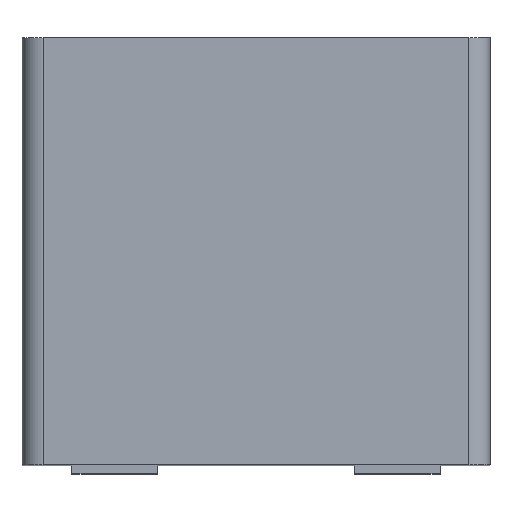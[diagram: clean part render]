
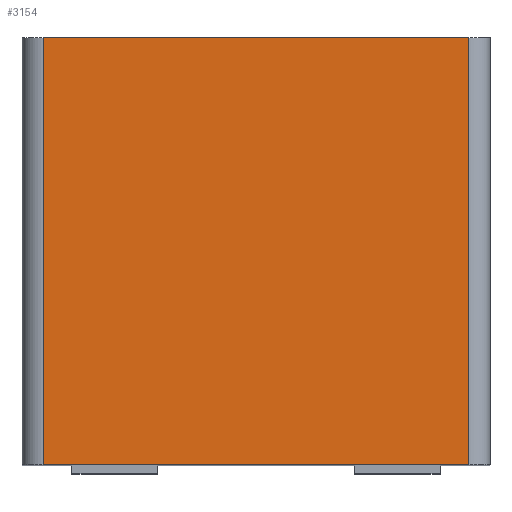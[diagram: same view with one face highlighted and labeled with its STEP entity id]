
A CAD part, top view. The second image highlights one B-rep face of the part: STEP entity #3154.
In plain terms, the highlighted planar face has unit normal (0, 0, 1).
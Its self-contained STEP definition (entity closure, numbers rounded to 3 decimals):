
#86 = LINE ( 'NONE', #87, #2367 ) ;
#87 = CARTESIAN_POINT ( 'NONE',  ( -2.74, 0., 2.84 ) ) ;
#88 = DIRECTION ( 'NONE',  ( -1., 0., 0. ) ) ;
#852 = EDGE_CURVE ( 'NONE', #4055, #4023, #86, .T. ) ;
#891 = EDGE_CURVE ( 'NONE', #4049, #4055, #1616, .T. ) ;
#945 = EDGE_CURVE ( 'NONE', #4023, #4051, #1790, .T. ) ;
#1151 = CARTESIAN_POINT ( 'NONE',  ( -2.49, 0., 2.84 ) ) ;
#1171 = CARTESIAN_POINT ( 'NONE',  ( 2.49, 5., 2.84 ) ) ;
#1173 = CARTESIAN_POINT ( 'NONE',  ( -2.49, 5., 2.84 ) ) ;
#1177 = CARTESIAN_POINT ( 'NONE',  ( 2.49, 0., 2.84 ) ) ;
#1616 = LINE ( 'NONE', #1617, #2456 ) ;
#1617 = CARTESIAN_POINT ( 'NONE',  ( 2.49, 5., 2.84 ) ) ;
#1618 = DIRECTION ( 'NONE',  ( 0., -1., 0. ) ) ;
#1790 = LINE ( 'NONE', #1791, #2335 ) ;
#1791 = CARTESIAN_POINT ( 'NONE',  ( -2.49, 5., 2.84 ) ) ;
#1792 = DIRECTION ( 'NONE',  ( 0., 1., 0. ) ) ;
#2335 = VECTOR ( 'NONE', #1792, 1000. ) ;
#2367 = VECTOR ( 'NONE', #88, 1000. ) ;
#2456 = VECTOR ( 'NONE', #1618, 1000. ) ;
#2737 = FACE_OUTER_BOUND ( 'NONE', #4437, .T. ) ;
#2759 = AXIS2_PLACEMENT_3D ( 'NONE', #4277, #4278, #4279 ) ;
#2804 = VECTOR ( 'NONE', #4522, 1000. ) ;
#3154 = ADVANCED_FACE ( 'NONE', ( #2737 ), #4276, .F. ) ;
#3175 = EDGE_CURVE ( 'NONE', #4051, #4049, #4520, .T. ) ;
#4023 = VERTEX_POINT ( 'NONE', #1151 ) ;
#4049 = VERTEX_POINT ( 'NONE', #1171 ) ;
#4051 = VERTEX_POINT ( 'NONE', #1173 ) ;
#4055 = VERTEX_POINT ( 'NONE', #1177 ) ;
#4276 = PLANE ( 'NONE',  #2759 ) ;
#4277 = CARTESIAN_POINT ( 'NONE',  ( -2.74, 5., 2.84 ) ) ;
#4278 = DIRECTION ( 'NONE',  ( 0., 0., -1. ) ) ;
#4279 = DIRECTION ( 'NONE',  ( -1., 0., 0. ) ) ;
#4404 = ORIENTED_EDGE ( 'NONE', *, *, #945, .F. ) ;
#4408 = ORIENTED_EDGE ( 'NONE', *, *, #891, .F. ) ;
#4437 = EDGE_LOOP ( 'NONE', ( #4408, #4483, #4404, #4451 ) ) ;
#4451 = ORIENTED_EDGE ( 'NONE', *, *, #852, .F. ) ;
#4483 = ORIENTED_EDGE ( 'NONE', *, *, #3175, .F. ) ;
#4520 = LINE ( 'NONE', #4521, #2804 ) ;
#4521 = CARTESIAN_POINT ( 'NONE',  ( 2.74, 5., 2.84 ) ) ;
#4522 = DIRECTION ( 'NONE',  ( 1., 0., 0. ) ) ;
